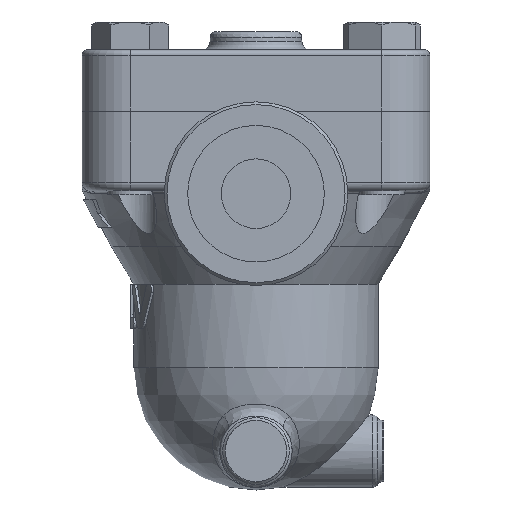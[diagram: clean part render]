
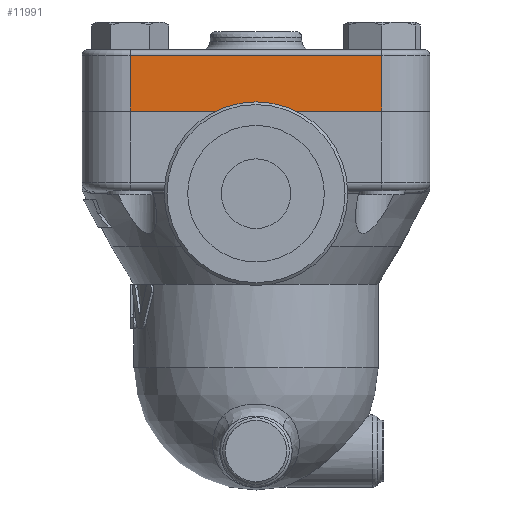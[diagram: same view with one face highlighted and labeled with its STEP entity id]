
A CAD part, left-side view. The second image highlights one B-rep face of the part: STEP entity #11991.
In plain terms, the highlighted planar face has unit normal (-1, 0, 0).
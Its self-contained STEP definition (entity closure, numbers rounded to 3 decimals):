
#11610=CARTESIAN_POINT('',(-62.5,-45.255,20.2));
#11611=VERTEX_POINT('',#11610);
#11662=CARTESIAN_POINT('',(-62.5,45.255,20.2));
#11663=VERTEX_POINT('',#11662);
#11671=CARTESIAN_POINT('',(-62.5,45.255,20.2));
#11672=DIRECTION('',(0.0,-1.0,0.0));
#11673=VECTOR('',#11672,90.51);
#11674=LINE('',#11671,#11673);
#11675=EDGE_CURVE('',#11663,#11611,#11674,.T.);
#11908=CARTESIAN_POINT('',(-62.5,-45.255,0.2));
#11909=VERTEX_POINT('',#11908);
#11917=CARTESIAN_POINT('',(-62.5,45.255,0.2));
#11918=VERTEX_POINT('',#11917);
#11919=CARTESIAN_POINT('',(-62.5,45.255,0.2));
#11920=DIRECTION('',(0.0,-1.0,0.0));
#11921=VECTOR('',#11920,90.51);
#11922=LINE('',#11919,#11921);
#11923=EDGE_CURVE('',#11918,#11909,#11922,.T.);
#11964=CARTESIAN_POINT('',(-62.5,-45.255,0.2));
#11965=DIRECTION('',(0.0,0.0,1.0));
#11966=VECTOR('',#11965,20.0);
#11967=LINE('',#11964,#11966);
#11968=EDGE_CURVE('',#11909,#11611,#11967,.T.);
#11975=CARTESIAN_POINT('',(-62.5,-45.255,0.2));
#11976=DIRECTION('',(-1.0,0.0,0.0));
#11977=DIRECTION('',(0.0,0.0,1.0));
#11978=AXIS2_PLACEMENT_3D('',#11975,#11976,#11977);
#11979=PLANE('',#11978);
#11980=ORIENTED_EDGE('',*,*,#11675,.F.);
#11981=CARTESIAN_POINT('',(-62.5,45.255,0.2));
#11982=DIRECTION('',(0.0,0.0,1.0));
#11983=VECTOR('',#11982,20.0);
#11984=LINE('',#11981,#11983);
#11985=EDGE_CURVE('',#11918,#11663,#11984,.T.);
#11986=ORIENTED_EDGE('',*,*,#11985,.F.);
#11987=ORIENTED_EDGE('',*,*,#11923,.T.);
#11988=ORIENTED_EDGE('',*,*,#11968,.T.);
#11989=EDGE_LOOP('',(#11980,#11986,#11987,#11988));
#11990=FACE_OUTER_BOUND('',#11989,.T.);
#11991=ADVANCED_FACE('',(#11990),#11979,.T.);
